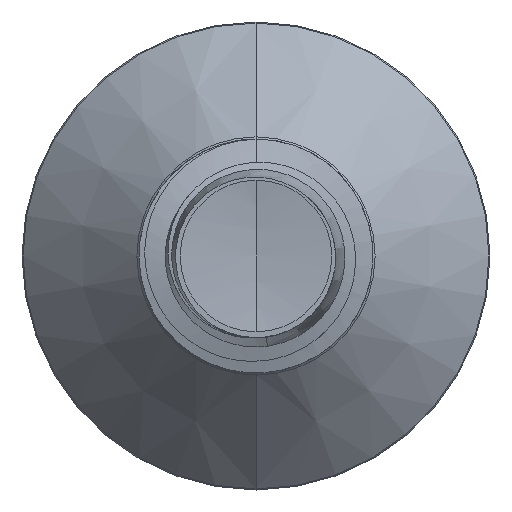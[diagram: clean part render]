
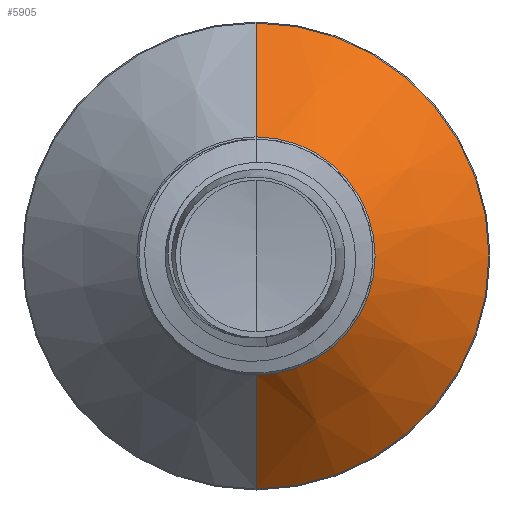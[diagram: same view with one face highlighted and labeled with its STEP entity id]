
A CAD part, front view. The second image highlights one B-rep face of the part: STEP entity #5905.
In plain terms, the highlighted conical face has half-angle 45 degrees and reference radius 1.782 mm.
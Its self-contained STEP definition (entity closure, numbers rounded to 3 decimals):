
#120 = EDGE_LOOP ( 'NONE', ( #9761, #6265, #7732, #13711 ) ) ;
#337 = VERTEX_POINT ( 'NONE', #13009 ) ;
#1136 = EDGE_CURVE ( 'NONE', #7958, #2216, #11237, .T. ) ;
#1450 = EDGE_CURVE ( 'NONE', #4857, #337, #3710, .T. ) ;
#1541 = VECTOR ( 'NONE', #8765, 1000. ) ;
#2216 = VERTEX_POINT ( 'NONE', #9115 ) ;
#2850 = DIRECTION ( 'NONE',  ( 0., 1., 0. ) ) ;
#3710 = LINE ( 'NONE', #14703, #10091 ) ;
#4087 = DIRECTION ( 'NONE',  ( 0., 0., 1. ) ) ;
#4394 = AXIS2_PLACEMENT_3D ( 'NONE', #14356, #7305, #15524 ) ;
#4481 = CARTESIAN_POINT ( 'NONE',  ( 0., 4.132, -1.782 ) ) ;
#4857 = VERTEX_POINT ( 'NONE', #7772 ) ;
#5773 = CIRCLE ( 'NONE', #4394, 3.485 ) ;
#5905 = ADVANCED_FACE ( 'NONE', ( #14128 ), #7466, .T. ) ;
#6265 = ORIENTED_EDGE ( 'NONE', *, *, #1136, .T. ) ;
#6752 = CARTESIAN_POINT ( 'NONE',  ( 0., 4.132, 0. ) ) ;
#7305 = DIRECTION ( 'NONE',  ( 0., 1., 0. ) ) ;
#7466 = CONICAL_SURFACE ( 'NONE', #7871, 1.782, 0.785 ) ;
#7732 = ORIENTED_EDGE ( 'NONE', *, *, #12395, .F. ) ;
#7772 = CARTESIAN_POINT ( 'NONE',  ( 0., 4.132, 1.782 ) ) ;
#7871 = AXIS2_PLACEMENT_3D ( 'NONE', #12450, #2850, #4087 ) ;
#7933 = DIRECTION ( 'NONE',  ( 0., 0., 1. ) ) ;
#7958 = VERTEX_POINT ( 'NONE', #4481 ) ;
#8765 = DIRECTION ( 'NONE',  ( 0., 0.707, -0.707 ) ) ;
#9115 = CARTESIAN_POINT ( 'NONE',  ( 0., 5.835, -3.485 ) ) ;
#9761 = ORIENTED_EDGE ( 'NONE', *, *, #14159, .T. ) ;
#10091 = VECTOR ( 'NONE', #14883, 1000. ) ;
#10775 = CIRCLE ( 'NONE', #14914, 1.782 ) ;
#11237 = LINE ( 'NONE', #15677, #1541 ) ;
#12395 = EDGE_CURVE ( 'NONE', #337, #2216, #5773, .T. ) ;
#12450 = CARTESIAN_POINT ( 'NONE',  ( 0., 4.132, 0. ) ) ;
#13009 = CARTESIAN_POINT ( 'NONE',  ( 0., 5.835, 3.485 ) ) ;
#13711 = ORIENTED_EDGE ( 'NONE', *, *, #1450, .F. ) ;
#14128 = FACE_OUTER_BOUND ( 'NONE', #120, .T. ) ;
#14159 = EDGE_CURVE ( 'NONE', #4857, #7958, #10775, .T. ) ;
#14356 = CARTESIAN_POINT ( 'NONE',  ( 0., 5.835, 0. ) ) ;
#14703 = CARTESIAN_POINT ( 'NONE',  ( 0., 4.132, 1.782 ) ) ;
#14883 = DIRECTION ( 'NONE',  ( 0., 0.707, 0.707 ) ) ;
#14914 = AXIS2_PLACEMENT_3D ( 'NONE', #6752, #14992, #7933 ) ;
#14992 = DIRECTION ( 'NONE',  ( 0., 1., 0. ) ) ;
#15524 = DIRECTION ( 'NONE',  ( 0., 0., 1. ) ) ;
#15677 = CARTESIAN_POINT ( 'NONE',  ( 0., 4.132, -1.782 ) ) ;
